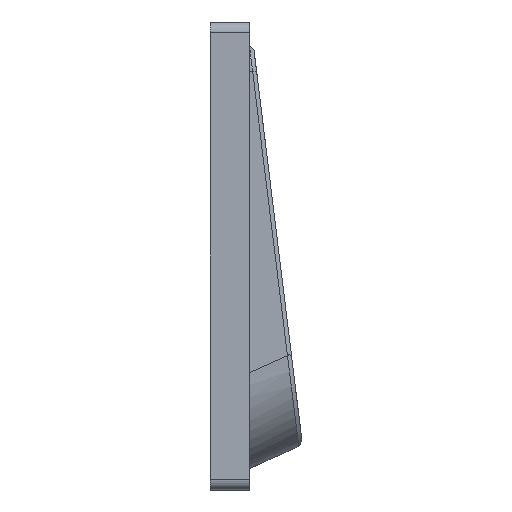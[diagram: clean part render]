
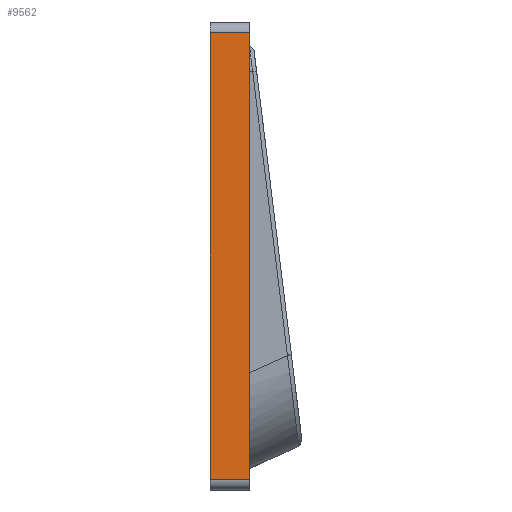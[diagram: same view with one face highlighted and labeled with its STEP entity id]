
A CAD part, left-side view. The second image highlights one B-rep face of the part: STEP entity #9562.
In plain terms, the highlighted planar face has unit normal (-1, 0, 0).
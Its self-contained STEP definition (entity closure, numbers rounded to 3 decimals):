
#149=PLANE('',#10293);
#548=FACE_OUTER_BOUND('',#1063,.T.);
#1063=EDGE_LOOP('',(#7265,#7266,#7267,#7268));
#2337=LINE('',#16900,#3200);
#2338=LINE('',#16903,#3201);
#2370=LINE('',#16997,#3233);
#2371=LINE('',#16998,#3234);
#3200=VECTOR('',#11935,10.);
#3201=VECTOR('',#11938,10.);
#3233=VECTOR('',#12002,10.);
#3234=VECTOR('',#12003,10.);
#4212=VERTEX_POINT('',#16893);
#4215=VERTEX_POINT('',#16898);
#4216=VERTEX_POINT('',#16902);
#4262=VERTEX_POINT('',#16996);
#5393=EDGE_CURVE('',#4215,#4212,#2337,.T.);
#5394=EDGE_CURVE('',#4212,#4216,#2338,.T.);
#5441=EDGE_CURVE('',#4262,#4215,#2370,.T.);
#5442=EDGE_CURVE('',#4216,#4262,#2371,.T.);
#7265=ORIENTED_EDGE('',*,*,#5393,.F.);
#7266=ORIENTED_EDGE('',*,*,#5441,.F.);
#7267=ORIENTED_EDGE('',*,*,#5442,.F.);
#7268=ORIENTED_EDGE('',*,*,#5394,.F.);
#9562=ADVANCED_FACE('',(#548),#149,.F.);
#10293=AXIS2_PLACEMENT_3D('',#16995,#12000,#12001);
#11935=DIRECTION('',(0.,-1.,0.));
#11938=DIRECTION('',(0.,0.,-1.));
#12000=DIRECTION('center_axis',(1.,0.,0.));
#12001=DIRECTION('ref_axis',(0.,0.,-1.));
#12002=DIRECTION('',(0.,0.,1.));
#12003=DIRECTION('',(0.,1.,0.));
#16893=CARTESIAN_POINT('',(-2.9,-11.5,98.65));
#16898=CARTESIAN_POINT('',(-2.9,-2.5,98.65));
#16900=CARTESIAN_POINT('',(-2.9,-2.5,98.65));
#16902=CARTESIAN_POINT('',(-2.9,-11.5,-3.4));
#16903=CARTESIAN_POINT('',(-2.9,-11.5,47.625));
#16995=CARTESIAN_POINT('Origin',(-2.9,-2.5,101.25));
#16996=CARTESIAN_POINT('',(-2.9,-2.5,-3.4));
#16997=CARTESIAN_POINT('',(-2.9,-2.5,74.438));
#16998=CARTESIAN_POINT('',(-2.9,-2.5,-3.4));
